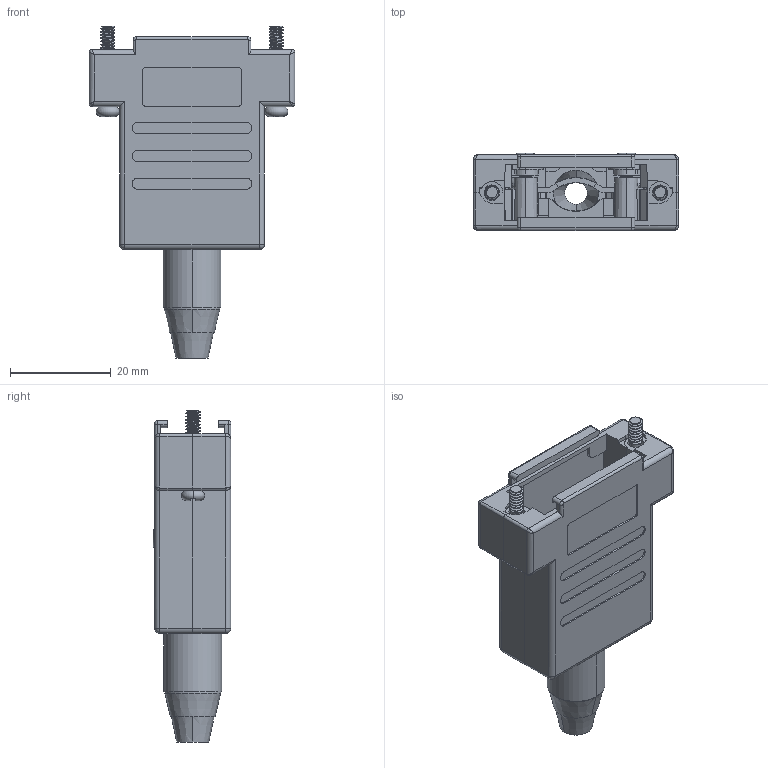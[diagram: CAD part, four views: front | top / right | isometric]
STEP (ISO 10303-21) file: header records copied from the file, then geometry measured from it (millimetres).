
FILE_DESCRIPTION (( 'STEP AP214' ), '1' );
FILE_NAME ('6560-0217-32.STEP', '2022-03-30T09:52:15', ( '' ), ( '' ), 'SwSTEP 2.0', 'SolidWorks 2021', '' );
FILE_SCHEMA (( 'AUTOMOTIVE_DESIGN' ));
Length unit declared in the file: millimetre
Products named in the file (8): 6844-0104-01; 6826-0145-01; 6560-0217-32; 6805-0207-12; 6838-0111-32; 6855-0119-01; 6830-0108-04; 6805-0207-02
Assembly tree (11 placements, depth 2):
  6560-0217-32
    6805-0207-12
    6805-0207-02
    6826-0145-01  x2
    6830-0108-04
    6838-0111-32
    6844-0104-01
    6855-0119-01  x4
Bounding box: 40.8 x 15.4 x 65.95 mm (x, y, z)
Volume: 9230.8 mm3; surface area: 13890.6 mm2
Topology: 15 solids, 15 shells, 987 faces, 2686 edges, 1744 vertices
Faces by surface type: cylinder 504, plane 389, bspline 42, cone 24, torus 24, sphere 4
Entity records: 27082 total; most frequent: CARTESIAN_POINT 9982, ORIENTED_EDGE 3616, DIRECTION 3424, EDGE_CURVE 1808, AXIS2_PLACEMENT_3D 1179, VERTEX_POINT 1174, VECTOR 1066, LINE 1066
